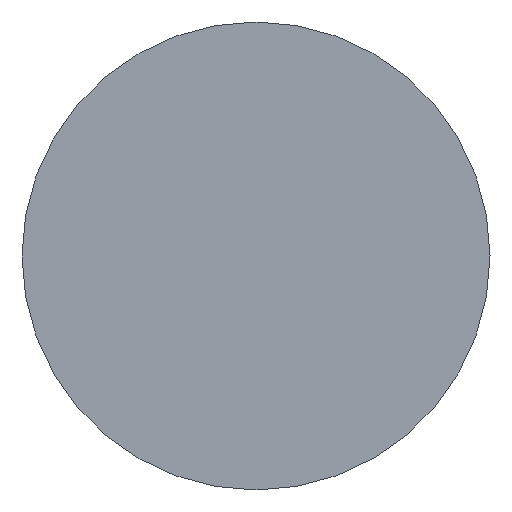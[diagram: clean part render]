
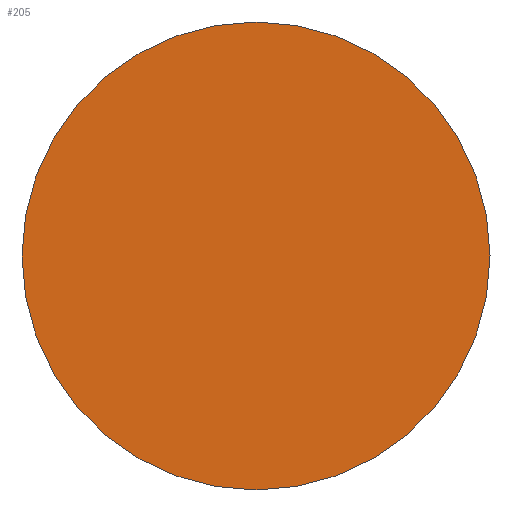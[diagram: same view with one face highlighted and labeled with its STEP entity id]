
A CAD part, front view. The second image highlights one B-rep face of the part: STEP entity #205.
In plain terms, the highlighted planar face has unit normal (0, -1, 0).
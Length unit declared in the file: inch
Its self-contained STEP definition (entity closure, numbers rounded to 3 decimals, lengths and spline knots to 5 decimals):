
#18 = VERTEX_POINT ( 'NONE', #423 ) ;
#28 = ORIENTED_EDGE ( 'NONE', *, *, #194, .T. ) ;
#30 = FACE_OUTER_BOUND ( 'NONE', #53, .T. ) ;
#47 = DIRECTION ( 'NONE',  ( 0., -1., 0. ) ) ;
#49 = AXIS2_PLACEMENT_3D ( 'NONE', #390, #179, #71 ) ;
#53 = EDGE_LOOP ( 'NONE', ( #425, #28 ) ) ;
#71 = DIRECTION ( 'NONE',  ( 0., 0., -1. ) ) ;
#82 = CARTESIAN_POINT ( 'NONE',  ( 0., 0., 0. ) ) ;
#93 = EDGE_CURVE ( 'NONE', #134, #18, #213, .T. ) ;
#134 = VERTEX_POINT ( 'NONE', #406 ) ;
#153 = AXIS2_PLACEMENT_3D ( 'NONE', #82, #188, #334 ) ;
#179 = DIRECTION ( 'NONE',  ( 0., -1., 0. ) ) ;
#188 = DIRECTION ( 'NONE',  ( 0., -1., 0. ) ) ;
#194 = EDGE_CURVE ( 'NONE', #18, #134, #248, .T. ) ;
#205 = ADVANCED_FACE ( 'NONE', ( #30 ), #409, .T. ) ;
#213 = CIRCLE ( 'NONE', #153, 0.25 ) ;
#248 = CIRCLE ( 'NONE', #49, 0.25 ) ;
#303 = CARTESIAN_POINT ( 'NONE',  ( 0., 0., 0. ) ) ;
#332 = DIRECTION ( 'NONE',  ( 0., 0., -1. ) ) ;
#334 = DIRECTION ( 'NONE',  ( 0., 0., -1. ) ) ;
#348 = AXIS2_PLACEMENT_3D ( 'NONE', #303, #47, #332 ) ;
#390 = CARTESIAN_POINT ( 'NONE',  ( 0., 0., 0. ) ) ;
#406 = CARTESIAN_POINT ( 'NONE',  ( 0., 0., -0.25 ) ) ;
#409 = PLANE ( 'NONE',  #348 ) ;
#423 = CARTESIAN_POINT ( 'NONE',  ( 0., 0., 0.25 ) ) ;
#425 = ORIENTED_EDGE ( 'NONE', *, *, #93, .T. ) ;
